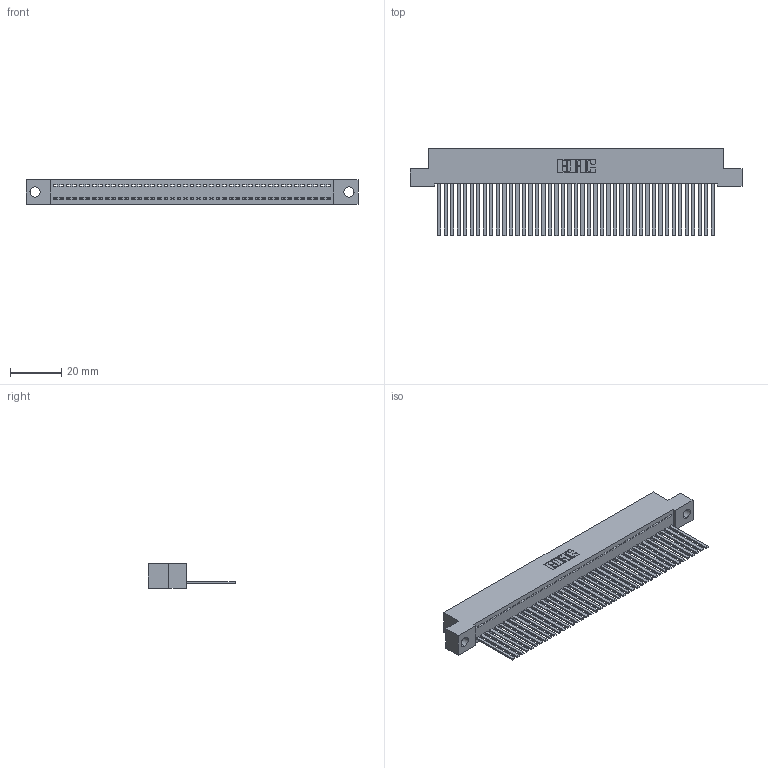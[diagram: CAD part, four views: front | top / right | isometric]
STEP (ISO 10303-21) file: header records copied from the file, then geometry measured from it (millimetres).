
FILE_DESCRIPTION (( 'STEP AP203' ), '1' );
FILE_NAME ('392-043-544-104.STEP', '2018-08-16T14:32:53', ( '' ), ( '' ), 'SwSTEP 2.0', 'SolidWorks 2016', '' );
FILE_SCHEMA (( 'CONFIG_CONTROL_DESIGN' ));
Length unit declared in the file: inch
Products named in the file (3): 342 Part_.156 TH; 345-292-001_345-293-144; 392-043-544-104
Assembly tree (44 placements, depth 2):
  392-043-544-104
    342 Part_.156 TH
    345-292-001_345-293-144  x43
Bounding box: 129.54 x 34.3 x 9.4 mm (x, y, z)
Volume: 11772.7 mm3; surface area: 18542.5 mm2
Topology: 44 solids, 44 shells, 2346 faces, 7093 edges, 4670 vertices
Faces by surface type: plane 1700, cylinder 646
Entity records: 25845 total; most frequent: CARTESIAN_POINT 4463, ORIENTED_EDGE 4442, DIRECTION 3759, EDGE_CURVE 2221, LINE 2097, VECTOR 2097, VERTEX_POINT 1478, AXIS2_PLACEMENT_3D 831
